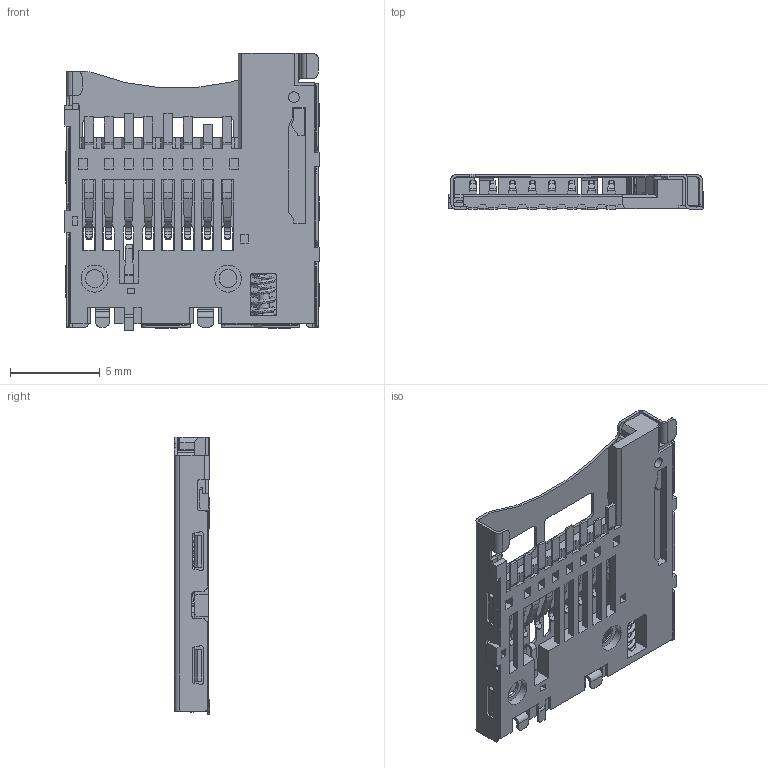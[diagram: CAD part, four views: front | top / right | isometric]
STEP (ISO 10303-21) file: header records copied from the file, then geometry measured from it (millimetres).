
FILE_DESCRIPTION(('STEP AP242'),'1');
FILE_NAME('mem2052-00-195-00-a.stp','2023-04-28T14:23:43',('TraceParts'),('TraceParts S.A.'),'Spatial InterOp 3D',' ',' ');
FILE_SCHEMA(('AP242_MANAGED_MODEL_BASED_3D_ENGINEERING_MIM_LF {1 0 10303 442 1 1 4}'));
Length unit declared in the file: millimetre
Products named in the file (1): mem2052-00-195-00-a
Bounding box: 14.15 x 1.95 x 15.45 mm (x, y, z)
Volume: 142.1 mm3; surface area: 1003.9 mm2
Topology: 1 solids, 1 shells, 1227 faces, 3454 edges, 2235 vertices
Faces by surface type: plane 827, cylinder 325, bspline 37, cone 34, torus 4
Entity records: 54546 total; most frequent: CARTESIAN_POINT 13814, ORIENTED_EDGE 6908, DIRECTION 5863, EDGE_CURVE 3454, LINE 2555, VECTOR 2555, VERTEX_POINT 2235, AXIS2_PLACEMENT_3D 1654
